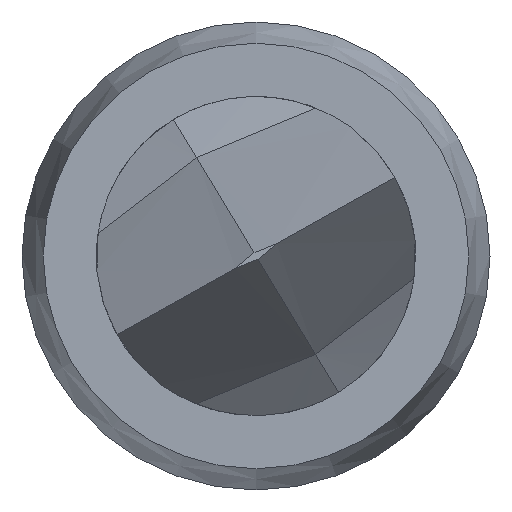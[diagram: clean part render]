
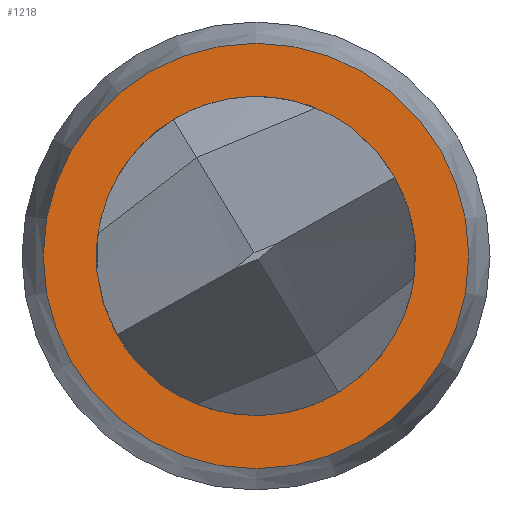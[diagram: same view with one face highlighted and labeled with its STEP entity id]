
A CAD part, left-side view. The second image highlights one B-rep face of the part: STEP entity #1218.
In plain terms, the highlighted planar face has unit normal (-1, 0, 0).
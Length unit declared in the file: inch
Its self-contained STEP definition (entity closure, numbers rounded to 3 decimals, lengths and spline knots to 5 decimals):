
#49 = EDGE_CURVE ( 'NONE', #1486, #1486, #1506, .T. ) ;
#262 = FACE_BOUND ( 'NONE', #1159, .T. ) ;
#299 = AXIS2_PLACEMENT_3D ( 'NONE', #706, #866, #1124 ) ;
#383 = CARTESIAN_POINT ( 'NONE',  ( 0., 0.014, 0. ) ) ;
#389 = DIRECTION ( 'NONE',  ( 0., 0., 1. ) ) ;
#515 = ORIENTED_EDGE ( 'NONE', *, *, #49, .F. ) ;
#517 = CARTESIAN_POINT ( 'NONE',  ( 0., 0., -0.014 ) ) ;
#542 = CARTESIAN_POINT ( 'NONE',  ( 0., 0., 0.0105 ) ) ;
#569 = AXIS2_PLACEMENT_3D ( 'NONE', #655, #1644, #389 ) ;
#655 = CARTESIAN_POINT ( 'NONE',  ( 0., 0., 0. ) ) ;
#706 = CARTESIAN_POINT ( 'NONE',  ( 0., 0., 0. ) ) ;
#774 = EDGE_CURVE ( 'NONE', #1095, #1095, #1010, .T. ) ;
#814 = DIRECTION ( 'NONE',  ( 0., 0., 1. ) ) ;
#866 = DIRECTION ( 'NONE',  ( 1., 0., 0. ) ) ;
#937 = DIRECTION ( 'NONE',  ( -1., 0., 0. ) ) ;
#1010 = CIRCLE ( 'NONE', #299, 0.014 ) ;
#1095 = VERTEX_POINT ( 'NONE', #517 ) ;
#1124 = DIRECTION ( 'NONE',  ( 0., 0., -1. ) ) ;
#1153 = AXIS2_PLACEMENT_3D ( 'NONE', #383, #937, #814 ) ;
#1159 = EDGE_LOOP ( 'NONE', ( #515 ) ) ;
#1190 = EDGE_LOOP ( 'NONE', ( #1590 ) ) ;
#1218 = ADVANCED_FACE ( 'NONE', ( #262, #1798 ), #1807, .T. ) ;
#1486 = VERTEX_POINT ( 'NONE', #542 ) ;
#1506 = CIRCLE ( 'NONE', #569, 0.0105 ) ;
#1590 = ORIENTED_EDGE ( 'NONE', *, *, #774, .F. ) ;
#1644 = DIRECTION ( 'NONE',  ( -1., 0., 0. ) ) ;
#1798 = FACE_OUTER_BOUND ( 'NONE', #1190, .T. ) ;
#1807 = PLANE ( 'NONE',  #1153 ) ;
